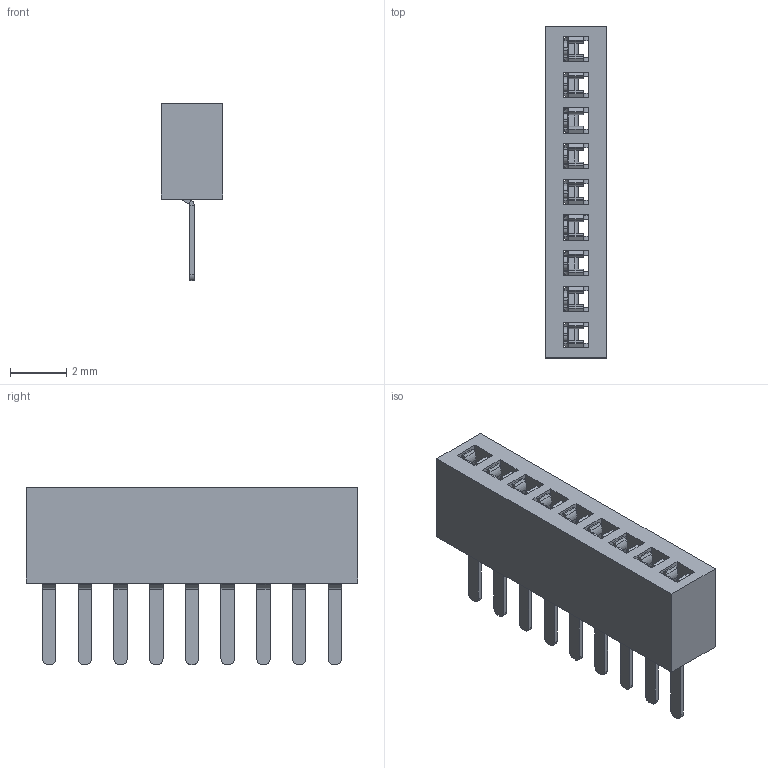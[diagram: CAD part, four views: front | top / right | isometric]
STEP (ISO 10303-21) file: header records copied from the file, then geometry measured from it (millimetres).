
FILE_DESCRIPTION(('FreeCAD Model'),'2;1');
FILE_NAME('1x02_H3.4.step','2016-11-20T18:38:46',('Author'),(''), 'Open CASCADE STEP processor 6.8','FreeCAD','Unknown');
FILE_SCHEMA(('AUTOMOTIVE_DESIGN_CC2 { 1 2 10303 214 -1 1 5 4 }'));
Length unit declared in the file: millimetre
Products named in the file (2): ASSEMBLY; 1x02_H3.4
Assembly tree (1 placements, depth 2):
  ASSEMBLY
    1x02_H3.4
Bounding box: 2.2 x 11.8 x 6.3 mm (x, y, z)
Volume: 73 mm3; surface area: 404.6 mm2
Topology: 10 solids, 10 shells, 852 faces, 2028 edges, 1196 vertices
Faces by surface type: plane 618, cylinder 234
Entity records: 58129 total; most frequent: CARTESIAN_POINT 12283, DIRECTION 7198, LINE 4365, VECTOR 4365, ORIENTED_EDGE 4056, PCURVE 4056, DEFINITIONAL_REPRESENTATION 4056, EDGE_CURVE 2028
